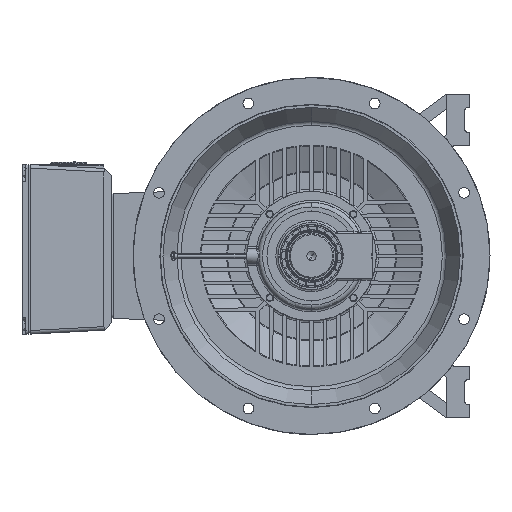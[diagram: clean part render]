
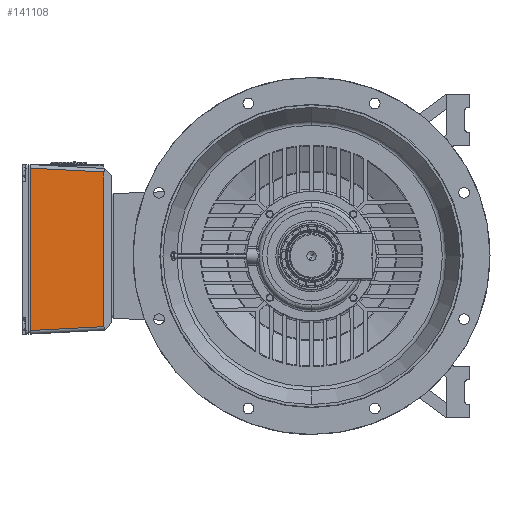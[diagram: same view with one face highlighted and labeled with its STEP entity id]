
A CAD part, left-side view. The second image highlights one B-rep face of the part: STEP entity #141108.
In plain terms, the highlighted face is planar.
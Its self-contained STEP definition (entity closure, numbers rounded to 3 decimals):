
#18485 = DIRECTION ( 'NONE',  ( 0.052, -0.997, -0.052 ) ) ;
#18486 = VECTOR ( 'NONE', #18485, 1000. ) ;
#18487 = CARTESIAN_POINT ( 'NONE',  ( -182.033, 182.416, 165.022 ) ) ;
#18488 = LINE ( 'NONE', #18487, #18486 ) ;
#18489 = CARTESIAN_POINT ( 'NONE',  ( -182.011, 182., 165. ) ) ;
#18490 = DIRECTION ( 'NONE',  ( 1., 0., 0. ) ) ;
#18491 = VECTOR ( 'NONE', #18490, 1000. ) ;
#18492 = CARTESIAN_POINT ( 'NONE',  ( -190., 182., 165. ) ) ;
#18493 = LINE ( 'NONE', #18492, #18491 ) ;
#18499 = CARTESIAN_POINT ( 'NONE',  ( 182.011, 182., 165. ) ) ;
#18614 = DIRECTION ( 'NONE',  ( 0.052, 0.997, 0.052 ) ) ;
#18615 = VECTOR ( 'NONE', #18614, 1000. ) ;
#18616 = CARTESIAN_POINT ( 'NONE',  ( 182.033, 182.416, 165.022 ) ) ;
#18617 = LINE ( 'NONE', #18616, #18615 ) ;
#18618 = CARTESIAN_POINT ( 'NONE',  ( 173.328, 16.317, 156.317 ) ) ;
#18619 = CARTESIAN_POINT ( 'NONE',  ( -173.328, 16.317, 156.317 ) ) ;
#18620 = DIRECTION ( 'NONE',  ( 1., 0., 0. ) ) ;
#18621 = VECTOR ( 'NONE', #18620, 1000. ) ;
#18622 = CARTESIAN_POINT ( 'NONE',  ( 190.001, 16.317, 156.317 ) ) ;
#18623 = LINE ( 'NONE', #18622, #18621 ) ;
#18624 = DIRECTION ( 'NONE',  ( 0., -0.999, -0.052 ) ) ;
#18625 = DIRECTION ( 'NONE',  ( 0., -0.052, 0.999 ) ) ;
#18626 = AXIS2_PLACEMENT_3D ( 'NONE', #18627, #18625, #18624 ) ;
#18627 = CARTESIAN_POINT ( 'NONE',  ( -190., 182., 165. ) ) ;
#18628 = PLANE ( 'NONE',  #18626 ) ;
#18629 = FACE_OUTER_BOUND ( 'NONE', #141110, .T. ) ;
#140975 = VERTEX_POINT ( 'NONE', #18499 ) ;
#140976 = ORIENTED_EDGE ( 'NONE', *, *, #140977, .F. ) ;
#140977 = EDGE_CURVE ( 'NONE', #140978, #140975, #18493, .T. ) ;
#140978 = VERTEX_POINT ( 'NONE', #18489 ) ;
#140979 = ORIENTED_EDGE ( 'NONE', *, *, #140981, .T. ) ;
#140981 = EDGE_CURVE ( 'NONE', #140978, #141115, #18488, .T. ) ;
#141108 = ADVANCED_FACE ( 'NONE', ( #18629 ), #18628, .T. ) ;
#141110 = EDGE_LOOP ( 'NONE', ( #141111, #141118, #140976, #140979 ) ) ;
#141111 = ORIENTED_EDGE ( 'NONE', *, *, #141113, .T. ) ;
#141113 = EDGE_CURVE ( 'NONE', #141115, #141116, #18623, .T. ) ;
#141115 = VERTEX_POINT ( 'NONE', #18619 ) ;
#141116 = VERTEX_POINT ( 'NONE', #18618 ) ;
#141118 = ORIENTED_EDGE ( 'NONE', *, *, #141119, .T. ) ;
#141119 = EDGE_CURVE ( 'NONE', #141116, #140975, #18617, .T. ) ;
